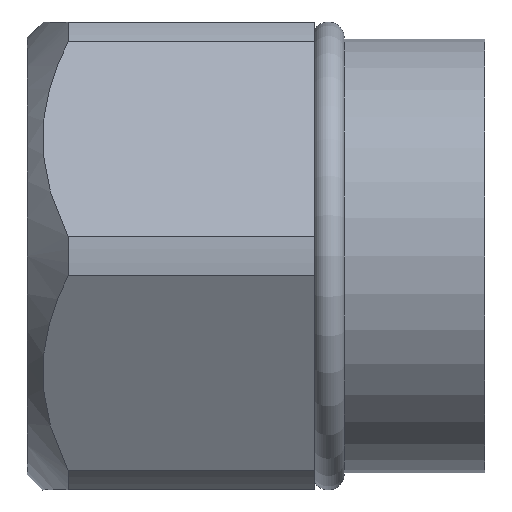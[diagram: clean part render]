
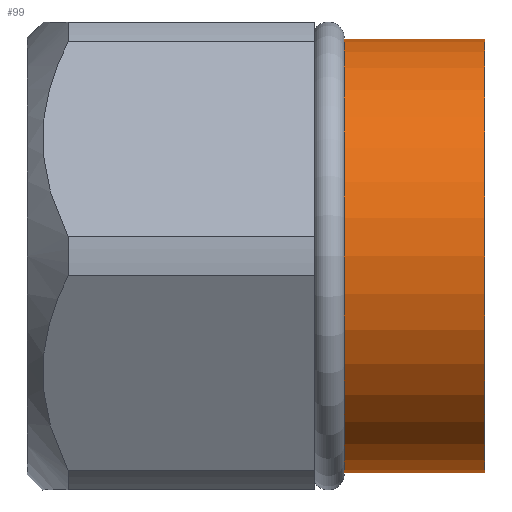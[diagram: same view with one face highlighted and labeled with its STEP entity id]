
A CAD part, left-side view. The second image highlights one B-rep face of the part: STEP entity #99.
In plain terms, the highlighted cylindrical face has radius 10.2 mm (diameter 20.4 mm), a full revolution.
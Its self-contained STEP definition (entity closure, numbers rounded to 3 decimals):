
#99=ADVANCED_FACE('NONE',(#126,#127),#118,.T.);
#118=CYLINDRICAL_SURFACE('',#343,10.2);
#126=FACE_BOUND('',#140,.T.);
#127=FACE_BOUND('',#141,.T.);
#140=EDGE_LOOP('',(#166));
#141=EDGE_LOOP('',(#167));
#166=ORIENTED_EDGE('',*,*,#280,.T.);
#167=ORIENTED_EDGE('',*,*,#281,.F.);
#250=VERTEX_POINT('',#474);
#251=VERTEX_POINT('',#476);
#280=EDGE_CURVE('',#250,#250,#322,.T.);
#281=EDGE_CURVE('NONE',#251,#251,#323,.T.);
#322=CIRCLE('',#341,10.2);
#323=CIRCLE('',#342,10.2);
#341=AXIS2_PLACEMENT_3D('',#473,#380,#381);
#342=AXIS2_PLACEMENT_3D('',#475,#382,#383);
#343=AXIS2_PLACEMENT_3D('',#477,#384,#385);
#380=DIRECTION('',(0.,1.,0.));
#381=DIRECTION('',(0.,0.,1.));
#382=DIRECTION('',(0.,1.,0.));
#383=DIRECTION('',(0.,0.,1.));
#384=DIRECTION('',(0.,-1.,0.));
#385=DIRECTION('',(0.,0.,-1.));
#473=CARTESIAN_POINT('',(46.448,79.882,112.108));
#474=CARTESIAN_POINT('',(46.448,79.882,122.308));
#475=CARTESIAN_POINT('',(46.448,86.483,112.108));
#476=CARTESIAN_POINT('',(46.448,86.483,122.308));
#477=CARTESIAN_POINT('',(46.448,88.382,112.108));
